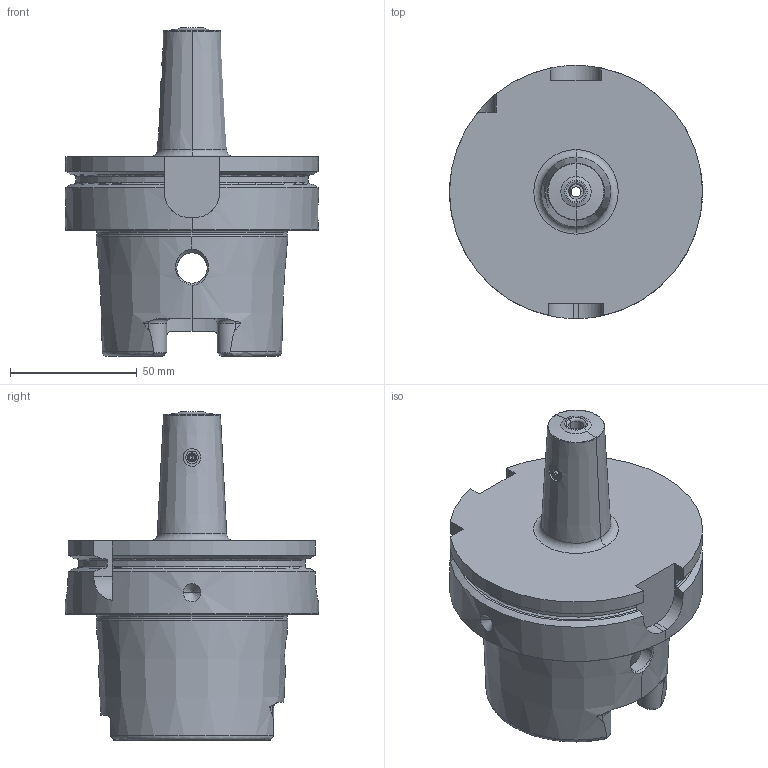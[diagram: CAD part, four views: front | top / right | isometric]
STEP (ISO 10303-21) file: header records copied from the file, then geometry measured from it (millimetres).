
FILE_DESCRIPTION((''),'2;1');
FILE_NAME('607223841-000','2019-05-29T13:08:14',('schmiedtm'),(''),'CREO PARAMETRIC BY PTC INC, 2018300','CREO PARAMETRIC BY PTC INC, 2018300','');
FILE_SCHEMA(('AUTOMOTIVE_DESIGN { 1 0 10303 214 1 1 1 1 }'));
Length unit declared in the file: millimetre
Products named in the file (1): 607223841-000
Bounding box: 100 x 100 x 129.9 mm (x, y, z)
Volume: 276445.4 mm3; surface area: 54715.1 mm2
Topology: 1 solids, 2 shells, 205 faces, 505 edges, 312 vertices
Faces by surface type: cylinder 74, cone 52, plane 47, torus 32
Entity records: 9594 total; most frequent: CARTESIAN_POINT 3022, DIRECTION 1048, ORIENTED_EDGE 1002, PRESENTATION_STYLE_ASSIGNMENT 502, STYLED_ITEM 502, CURVE_STYLE 501, EDGE_CURVE 501, AXIS2_PLACEMENT_3D 435
